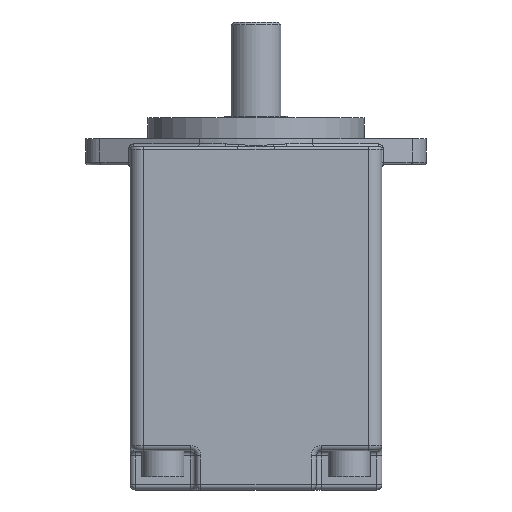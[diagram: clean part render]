
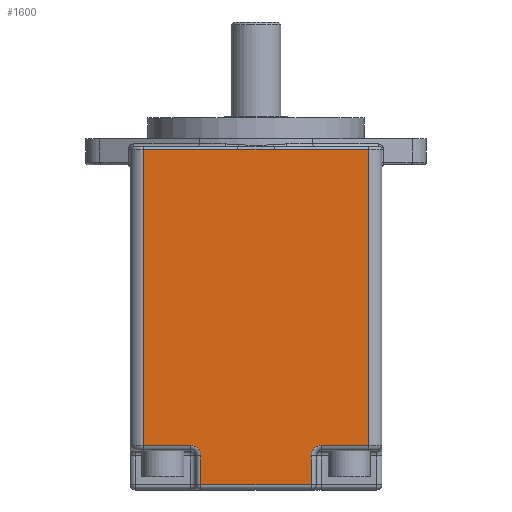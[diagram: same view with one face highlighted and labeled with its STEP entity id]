
A CAD part, front view. The second image highlights one B-rep face of the part: STEP entity #1600.
In plain terms, the highlighted planar face has unit normal (0, -1, 0).
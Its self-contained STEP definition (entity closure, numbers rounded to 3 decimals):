
#78 = ORIENTED_EDGE ( 'NONE', *, *, #6077, .F. ) ;
#114 = CARTESIAN_POINT ( 'NONE',  ( 1.147, -48., -48.366 ) ) ;
#287 = EDGE_CURVE ( 'NONE', #9119, #9653, #2321, .T. ) ;
#348 = VERTEX_POINT ( 'NONE', #8406 ) ;
#356 = ORIENTED_EDGE ( 'NONE', *, *, #7429, .T. ) ;
#543 = CARTESIAN_POINT ( 'NONE',  ( 21., -48., -163.5 ) ) ;
#747 = VECTOR ( 'NONE', #7719, 1000. ) ;
#845 = CARTESIAN_POINT ( 'NONE',  ( 21., -48., -176.5 ) ) ;
#868 = CARTESIAN_POINT ( 'NONE',  ( -2.29, -48., -48.393 ) ) ;
#969 = VECTOR ( 'NONE', #6571, 1000. ) ;
#1038 = FACE_OUTER_BOUND ( 'NONE', #7872, .T. ) ;
#1307 = CARTESIAN_POINT ( 'NONE',  ( 25., -48., -165.5 ) ) ;
#1323 = CARTESIAN_POINT ( 'NONE',  ( -43., -48., -178.5 ) ) ;
#1371 = LINE ( 'NONE', #7910, #7447 ) ;
#1600 = ADVANCED_FACE ( 'NONE', ( #1038 ), #7590, .T. ) ;
#1810 = ORIENTED_EDGE ( 'NONE', *, *, #7561, .F. ) ;
#1954 = CARTESIAN_POINT ( 'NONE',  ( 43., -48., -48.5 ) ) ;
#2099 = ORIENTED_EDGE ( 'NONE', *, *, #9123, .T. ) ;
#2161 = DIRECTION ( 'NONE',  ( 0., 0., 1. ) ) ;
#2217 = VECTOR ( 'NONE', #4015, 1000. ) ;
#2236 = VERTEX_POINT ( 'NONE', #7879 ) ;
#2321 = LINE ( 'NONE', #543, #8963 ) ;
#2407 = VERTEX_POINT ( 'NONE', #4755 ) ;
#2425 = CARTESIAN_POINT ( 'NONE',  ( -1.144, -48., -48.366 ) ) ;
#2763 = AXIS2_PLACEMENT_3D ( 'NONE', #6043, #5237, #8504 ) ;
#2776 = ORIENTED_EDGE ( 'NONE', *, *, #4770, .T. ) ;
#2797 = DIRECTION ( 'NONE',  ( 0., -1., 0. ) ) ;
#2840 = EDGE_CURVE ( 'NONE', #2407, #10140, #7923, .T. ) ;
#2854 = CARTESIAN_POINT ( 'NONE',  ( -6.874, -48., -48.5 ) ) ;
#2988 = ORIENTED_EDGE ( 'NONE', *, *, #3832, .T. ) ;
#3624 = EDGE_CURVE ( 'NONE', #4297, #6870, #4881, .T. ) ;
#3721 = CARTESIAN_POINT ( 'NONE',  ( -43., -48., -48.5 ) ) ;
#3800 = LINE ( 'NONE', #4442, #747 ) ;
#3832 = EDGE_CURVE ( 'NONE', #2236, #8038, #3800, .T. ) ;
#3961 = LINE ( 'NONE', #6429, #2217 ) ;
#4015 = DIRECTION ( 'NONE',  ( 1., 0., 0. ) ) ;
#4020 = DIRECTION ( 'NONE',  ( -1., 0., 0. ) ) ;
#4133 = ORIENTED_EDGE ( 'NONE', *, *, #6560, .T. ) ;
#4146 = CARTESIAN_POINT ( 'NONE',  ( -4.582, -48., -48.461 ) ) ;
#4297 = VERTEX_POINT ( 'NONE', #8450 ) ;
#4298 = CARTESIAN_POINT ( 'NONE',  ( -25., -48., -165.5 ) ) ;
#4442 = CARTESIAN_POINT ( 'NONE',  ( 48., -48., -161.5 ) ) ;
#4468 = EDGE_CURVE ( 'NONE', #10140, #5798, #1371, .T. ) ;
#4592 = LINE ( 'NONE', #1323, #5450 ) ;
#4755 = CARTESIAN_POINT ( 'NONE',  ( 25., -48., -161.5 ) ) ;
#4770 = EDGE_CURVE ( 'NONE', #5798, #348, #9847, .T. ) ;
#4823 = DIRECTION ( 'NONE',  ( 0., 0., -1. ) ) ;
#4862 = CARTESIAN_POINT ( 'NONE',  ( 21., -48., -165.5 ) ) ;
#4881 = LINE ( 'NONE', #7795, #9140 ) ;
#5016 = CIRCLE ( 'NONE', #9816, 4. ) ;
#5096 = VERTEX_POINT ( 'NONE', #2854 ) ;
#5168 = B_SPLINE_CURVE_WITH_KNOTS ( 'NONE', 3,
 ( #9948, #9086, #9788, #9891, #114, #2425, #868, #4146, #6451, #5871 ),
 .UNSPECIFIED., .F., .F.,
 ( 4, 2, 2, 2, 4 ),
 ( 0., 0.003, 0.007, 0.01, 0.014 ),
 .UNSPECIFIED. ) ;
#5237 = DIRECTION ( 'NONE',  ( 0., -1., 0. ) ) ;
#5412 = DIRECTION ( 'NONE',  ( 0., 0., -1. ) ) ;
#5450 = VECTOR ( 'NONE', #5412, 1000. ) ;
#5477 = CARTESIAN_POINT ( 'NONE',  ( -25., -48., -161.5 ) ) ;
#5500 = DIRECTION ( 'NONE',  ( 1., 0., 0. ) ) ;
#5798 = VERTEX_POINT ( 'NONE', #1954 ) ;
#5871 = CARTESIAN_POINT ( 'NONE',  ( -6.874, -48., -48.5 ) ) ;
#6043 = CARTESIAN_POINT ( 'NONE',  ( 48., -48., -178.5 ) ) ;
#6077 = EDGE_CURVE ( 'NONE', #2407, #9653, #7871, .T. ) ;
#6187 = VERTEX_POINT ( 'NONE', #3721 ) ;
#6429 = CARTESIAN_POINT ( 'NONE',  ( 23., -48., -176.5 ) ) ;
#6451 = CARTESIAN_POINT ( 'NONE',  ( -5.727, -48., -48.5 ) ) ;
#6462 = CARTESIAN_POINT ( 'NONE',  ( -21., -48., -176.5 ) ) ;
#6515 = CARTESIAN_POINT ( 'NONE',  ( 48., -48., -48.5 ) ) ;
#6560 = EDGE_CURVE ( 'NONE', #6870, #9119, #3961, .T. ) ;
#6571 = DIRECTION ( 'NONE',  ( -1., 0., 0. ) ) ;
#6870 = VERTEX_POINT ( 'NONE', #6462 ) ;
#7007 = AXIS2_PLACEMENT_3D ( 'NONE', #1307, #9576, #5500 ) ;
#7168 = DIRECTION ( 'NONE',  ( 1., 0., 0. ) ) ;
#7324 = ORIENTED_EDGE ( 'NONE', *, *, #9494, .T. ) ;
#7429 = EDGE_CURVE ( 'NONE', #348, #5096, #5168, .T. ) ;
#7447 = VECTOR ( 'NONE', #10392, 1000. ) ;
#7561 = EDGE_CURVE ( 'NONE', #4297, #8038, #5016, .T. ) ;
#7581 = VECTOR ( 'NONE', #4020, 1000. ) ;
#7590 = PLANE ( 'NONE',  #2763 ) ;
#7610 = ORIENTED_EDGE ( 'NONE', *, *, #287, .T. ) ;
#7719 = DIRECTION ( 'NONE',  ( 1., 0., 0. ) ) ;
#7795 = CARTESIAN_POINT ( 'NONE',  ( -21., -48., -178.5 ) ) ;
#7871 = CIRCLE ( 'NONE', #7007, 4. ) ;
#7872 = EDGE_LOOP ( 'NONE', ( #78, #8019, #10370, #2776, #356, #2099, #7324, #2988, #1810, #10027, #4133, #7610 ) ) ;
#7873 = CARTESIAN_POINT ( 'NONE',  ( 43., -48., -161.5 ) ) ;
#7879 = CARTESIAN_POINT ( 'NONE',  ( -43., -48., -161.5 ) ) ;
#7910 = CARTESIAN_POINT ( 'NONE',  ( 43., -48., -178.5 ) ) ;
#7923 = LINE ( 'NONE', #7873, #9640 ) ;
#8019 = ORIENTED_EDGE ( 'NONE', *, *, #2840, .T. ) ;
#8038 = VERTEX_POINT ( 'NONE', #5477 ) ;
#8406 = CARTESIAN_POINT ( 'NONE',  ( 6.874, -48., -48.5 ) ) ;
#8450 = CARTESIAN_POINT ( 'NONE',  ( -21., -48., -165.5 ) ) ;
#8504 = DIRECTION ( 'NONE',  ( 1., 0., 0. ) ) ;
#8928 = CARTESIAN_POINT ( 'NONE',  ( 43., -48., -161.5 ) ) ;
#8963 = VECTOR ( 'NONE', #2161, 1000. ) ;
#9086 = CARTESIAN_POINT ( 'NONE',  ( 5.728, -48., -48.5 ) ) ;
#9119 = VERTEX_POINT ( 'NONE', #845 ) ;
#9123 = EDGE_CURVE ( 'NONE', #5096, #6187, #9770, .T. ) ;
#9140 = VECTOR ( 'NONE', #4823, 1000. ) ;
#9494 = EDGE_CURVE ( 'NONE', #6187, #2236, #4592, .T. ) ;
#9576 = DIRECTION ( 'NONE',  ( 0., -1., 0. ) ) ;
#9640 = VECTOR ( 'NONE', #7168, 1000. ) ;
#9653 = VERTEX_POINT ( 'NONE', #4862 ) ;
#9770 = LINE ( 'NONE', #10629, #7581 ) ;
#9788 = CARTESIAN_POINT ( 'NONE',  ( 4.583, -48., -48.461 ) ) ;
#9816 = AXIS2_PLACEMENT_3D ( 'NONE', #4298, #2797, #10102 ) ;
#9847 = LINE ( 'NONE', #6515, #969 ) ;
#9891 = CARTESIAN_POINT ( 'NONE',  ( 2.292, -48., -48.394 ) ) ;
#9948 = CARTESIAN_POINT ( 'NONE',  ( 6.874, -48., -48.5 ) ) ;
#10027 = ORIENTED_EDGE ( 'NONE', *, *, #3624, .T. ) ;
#10102 = DIRECTION ( 'NONE',  ( 1., 0., 0. ) ) ;
#10140 = VERTEX_POINT ( 'NONE', #8928 ) ;
#10370 = ORIENTED_EDGE ( 'NONE', *, *, #4468, .T. ) ;
#10392 = DIRECTION ( 'NONE',  ( 0., 0., 1. ) ) ;
#10629 = CARTESIAN_POINT ( 'NONE',  ( 48., -48., -48.5 ) ) ;
